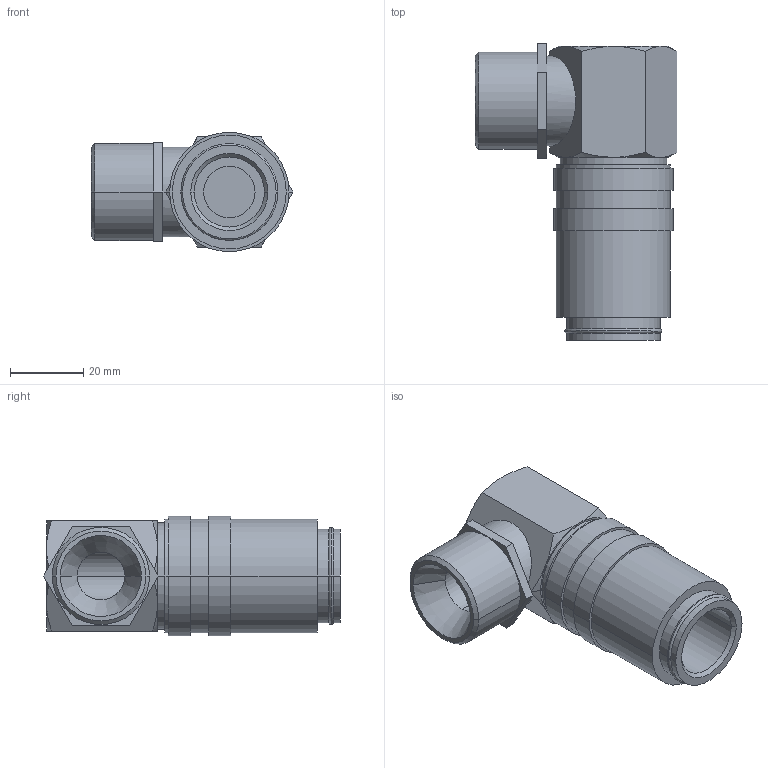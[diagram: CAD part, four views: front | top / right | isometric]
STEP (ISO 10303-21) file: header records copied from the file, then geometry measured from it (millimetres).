
FILE_DESCRIPTION(('STEP AP214'),'1');
FILE_NAME('eshg_34_a-90ab.stp','2020-04-22T06:06:26',('TraceParts'),('TraceParts S.A.'),'Spatial InterOp 3D',' ',' ');
FILE_SCHEMA(('automotive_design'));
Length unit declared in the file: millimetre
Products named in the file (1): 1
Bounding box: 54.97 x 80.78 x 32.5 mm (x, y, z)
Volume: 52658.3 mm3; surface area: 16856.1 mm2
Topology: 1 solids, 1 shells, 78 faces, 170 edges, 104 vertices
Faces by surface type: cylinder 26, plane 26, cone 22, torus 4
Entity records: 2874 total; most frequent: CARTESIAN_POINT 533, DIRECTION 380, ORIENTED_EDGE 340, EDGE_CURVE 170, AXIS2_PLACEMENT_3D 159, VERTEX_POINT 104, EDGE_LOOP 90, STYLED_ITEM 78
